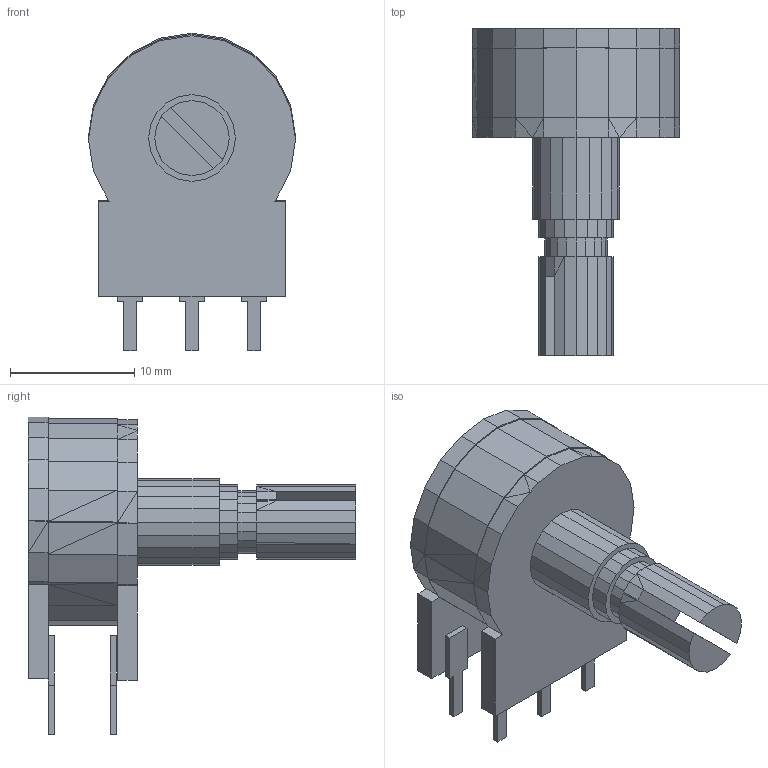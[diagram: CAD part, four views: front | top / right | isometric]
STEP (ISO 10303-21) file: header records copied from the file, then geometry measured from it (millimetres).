
FILE_DESCRIPTION(('FreeCAD Model'),'2;1');
FILE_NAME('Open CASCADE Shape Model','2021-05-29T19:24:31',('Author'),( ''),'Open CASCADE STEP processor 7.4','FreeCAD','Unknown');
FILE_SCHEMA(('AUTOMOTIVE_DESIGN { 1 0 10303 214 1 1 1 1 }'));
Length unit declared in the file: millimetre
Products named in the file (1): _VRX2001001
Bounding box: 16.7 x 26.4 x 25.6 mm (x, y, z)
Surface area: 1878.5 mm2 (no closed solid volume)
Topology: 0 solids, 4 shells, 249 faces, 641 edges, 404 vertices
Faces by surface type: plane 249
Entity records: 15622 total; most frequent: CARTESIAN_POINT 2646, DIRECTION 2354, LINE 1854, VECTOR 1854, ORIENTED_EDGE 1282, PCURVE 1282, DEFINITIONAL_REPRESENTATION 1282, EDGE_CURVE 641
